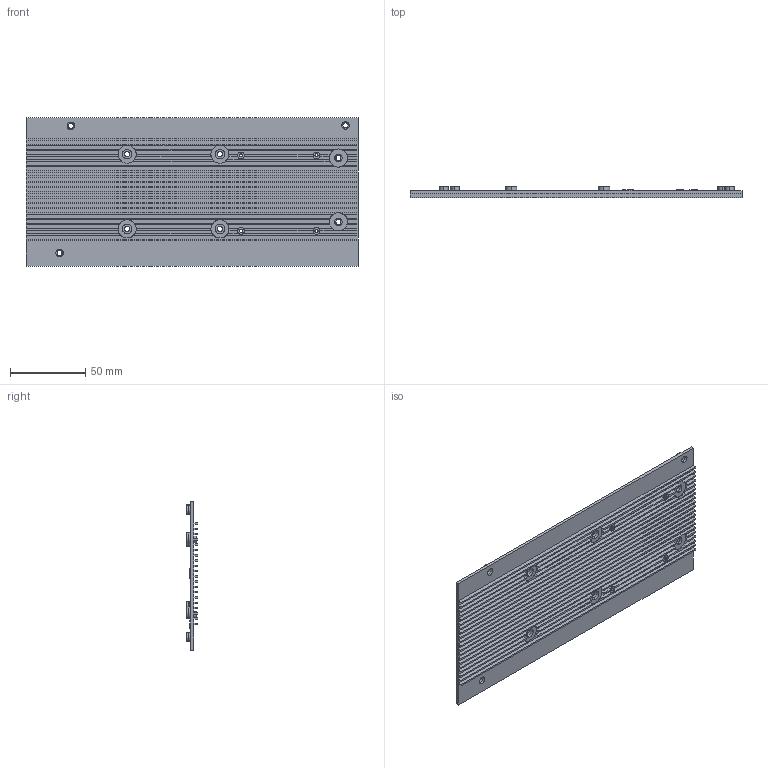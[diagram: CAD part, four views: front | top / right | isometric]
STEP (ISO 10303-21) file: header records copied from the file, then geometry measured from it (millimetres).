
FILE_DESCRIPTION (( 'STEP AP214' ), '1' );
FILE_NAME ('VCU1525_WaterBlock_BackPlate.STEP', '2018-10-27T00:03:49', ( '' ), ( '' ), 'SwSTEP 2.0', 'SolidWorks 2016', '' );
FILE_SCHEMA (( 'AUTOMOTIVE_DESIGN' ));
Length unit declared in the file: inch
Products named in the file (1): VCU1525_WaterBlock_BackPlate
Bounding box: 220 x 7.5 x 98.5 mm (x, y, z)
Volume: 54361.3 mm3; surface area: 67252.2 mm2
Topology: 1 solids, 1 shells, 333 faces, 928 edges, 612 vertices
Faces by surface type: plane 235, cylinder 98
Entity records: 11749 total; most frequent: DIRECTION 1882, CARTESIAN_POINT 1874, ORIENTED_EDGE 1856, EDGE_CURVE 928, VECTOR 642, LINE 642, AXIS2_PLACEMENT_3D 620, VERTEX_POINT 612
